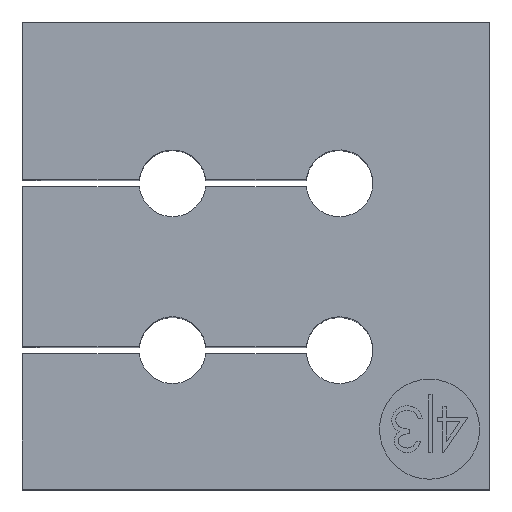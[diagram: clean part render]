
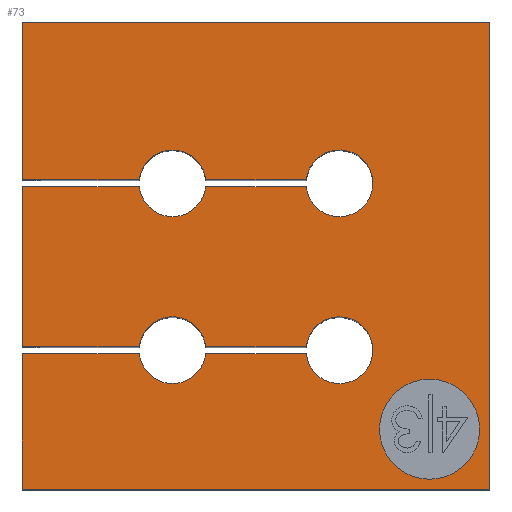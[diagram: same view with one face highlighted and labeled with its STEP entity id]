
A CAD part, top view. The second image highlights one B-rep face of the part: STEP entity #73.
In plain terms, the highlighted planar face has unit normal (0, 0, 1).
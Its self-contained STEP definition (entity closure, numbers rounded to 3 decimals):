
#73=ADVANCED_FACE('NONE',(#189,#190),#191,.F.);
#189=FACE_OUTER_BOUND('',#363,.T.);
#190=FACE_BOUND('',#364,.T.);
#191=PLANE('',#365);
#363=EDGE_LOOP('',(#1113,#1114,#1115,#1116,#1117,#1118,#1119,#1120,#1121,#1122,#1123,#1124,#1125,#1126,#1127,#1128,#1129,#1130,#1131,#1132,#1133,#1134));
#364=EDGE_LOOP('',(#1135,#1136));
#365=AXIS2_PLACEMENT_3D('',#1137,#1138,#1139);
#1113=ORIENTED_EDGE('',*,*,#1561,.T.);
#1114=ORIENTED_EDGE('',*,*,#1666,.F.);
#1115=ORIENTED_EDGE('',*,*,#1575,.F.);
#1116=ORIENTED_EDGE('',*,*,#1667,.F.);
#1117=ORIENTED_EDGE('',*,*,#1545,.F.);
#1118=ORIENTED_EDGE('',*,*,#1668,.F.);
#1119=ORIENTED_EDGE('',*,*,#1669,.F.);
#1120=ORIENTED_EDGE('',*,*,#1670,.F.);
#1121=ORIENTED_EDGE('',*,*,#1671,.F.);
#1122=ORIENTED_EDGE('',*,*,#1657,.T.);
#1123=ORIENTED_EDGE('',*,*,#1652,.F.);
#1124=ORIENTED_EDGE('',*,*,#1656,.F.);
#1125=ORIENTED_EDGE('',*,*,#1642,.T.);
#1126=ORIENTED_EDGE('',*,*,#1581,.T.);
#1127=ORIENTED_EDGE('',*,*,#1672,.F.);
#1128=ORIENTED_EDGE('',*,*,#1603,.F.);
#1129=ORIENTED_EDGE('',*,*,#1673,.F.);
#1130=ORIENTED_EDGE('',*,*,#1549,.F.);
#1131=ORIENTED_EDGE('',*,*,#1674,.F.);
#1132=ORIENTED_EDGE('',*,*,#1675,.F.);
#1133=ORIENTED_EDGE('',*,*,#1676,.F.);
#1134=ORIENTED_EDGE('',*,*,#1677,.F.);
#1135=ORIENTED_EDGE('',*,*,#1678,.F.);
#1136=ORIENTED_EDGE('',*,*,#1553,.F.);
#1137=CARTESIAN_POINT('',(0.0,0.0,9.5));
#1138=DIRECTION('',(0.0,0.0,-1.0));
#1139=DIRECTION('',(0.0,-1.0,0.0));
#1545=EDGE_CURVE('NONE',#1774,#1776,#1777,.T.);
#1549=EDGE_CURVE('NONE',#1782,#1784,#1785,.T.);
#1553=EDGE_CURVE('NONE',#1790,#1792,#1793,.T.);
#1561=EDGE_CURVE('NONE',#1808,#1806,#1809,.T.);
#1575=EDGE_CURVE('NONE',#1831,#1832,#1833,.T.);
#1581=EDGE_CURVE('NONE',#1844,#1842,#1845,.T.);
#1603=EDGE_CURVE('NONE',#1883,#1884,#1885,.T.);
#1642=EDGE_CURVE('NONE',#1956,#1844,#1958,.T.);
#1652=EDGE_CURVE('NONE',#1973,#1975,#1976,.T.);
#1656=EDGE_CURVE('NONE',#1956,#1973,#1981,.T.);
#1657=EDGE_CURVE('NONE',#1982,#1975,#1983,.T.);
#1666=EDGE_CURVE('NONE',#1832,#1806,#1997,.T.);
#1667=EDGE_CURVE('NONE',#1776,#1831,#1998,.T.);
#1668=EDGE_CURVE('NONE',#1999,#1774,#2000,.T.);
#1669=EDGE_CURVE('NONE',#2001,#1999,#2002,.T.);
#1670=EDGE_CURVE('NONE',#2003,#2001,#2004,.T.);
#1671=EDGE_CURVE('NONE',#1982,#2003,#2005,.T.);
#1672=EDGE_CURVE('NONE',#1884,#1842,#2006,.T.);
#1673=EDGE_CURVE('NONE',#1784,#1883,#2007,.T.);
#1674=EDGE_CURVE('NONE',#2008,#1782,#2009,.T.);
#1675=EDGE_CURVE('NONE',#2010,#2008,#2011,.T.);
#1676=EDGE_CURVE('NONE',#2012,#2010,#2013,.T.);
#1677=EDGE_CURVE('NONE',#1808,#2012,#2014,.T.);
#1678=EDGE_CURVE('NONE',#1792,#1790,#2015,.T.);
#1774=VERTEX_POINT('NONE',#2154);
#1776=VERTEX_POINT('NONE',#2157);
#1777=CIRCLE('',#2158,1.5);
#1782=VERTEX_POINT('NONE',#2164);
#1784=VERTEX_POINT('NONE',#2167);
#1785=CIRCLE('',#2168,1.5);
#1790=VERTEX_POINT('NONE',#2174);
#1792=VERTEX_POINT('NONE',#2177);
#1793=CIRCLE('',#2178,2.25);
#1806=VERTEX_POINT('NONE',#2195);
#1808=VERTEX_POINT('NONE',#2198);
#1809=LINE('',#2199,#2200);
#1831=VERTEX_POINT('NONE',#2235);
#1832=VERTEX_POINT('NONE',#2236);
#1833=CIRCLE('',#2237,1.5);
#1842=VERTEX_POINT('NONE',#2249);
#1844=VERTEX_POINT('NONE',#2252);
#1845=LINE('',#2253,#2254);
#1883=VERTEX_POINT('NONE',#2313);
#1884=VERTEX_POINT('NONE',#2314);
#1885=CIRCLE('',#2315,1.5);
#1956=VERTEX_POINT('NONE',#2598);
#1958=LINE('',#2601,#2602);
#1973=VERTEX_POINT('NONE',#2625);
#1975=VERTEX_POINT('NONE',#2628);
#1976=LINE('',#2629,#2630);
#1981=LINE('',#2638,#2639);
#1982=VERTEX_POINT('NONE',#2640);
#1983=LINE('',#2641,#2642);
#1997=LINE('',#2664,#2665);
#1998=LINE('',#2666,#2667);
#1999=VERTEX_POINT('NONE',#2668);
#2000=CIRCLE('',#2669,1.5);
#2001=VERTEX_POINT('NONE',#2670);
#2002=LINE('',#2671,#2672);
#2003=VERTEX_POINT('NONE',#2673);
#2004=CIRCLE('',#2674,1.5);
#2005=LINE('',#2675,#2676);
#2006=LINE('',#2677,#2678);
#2007=LINE('',#2679,#2680);
#2008=VERTEX_POINT('NONE',#2681);
#2009=CIRCLE('',#2682,1.5);
#2010=VERTEX_POINT('NONE',#2683);
#2011=LINE('',#2684,#2685);
#2012=VERTEX_POINT('NONE',#2686);
#2013=CIRCLE('',#2687,1.5);
#2014=LINE('',#2688,#2689);
#2015=CIRCLE('',#2690,2.25);
#2154=CARTESIAN_POINT('',(15.75,-4.25,9.5));
#2157=CARTESIAN_POINT('',(12.758,-4.1,9.5));
#2158=AXIS2_PLACEMENT_3D('',#3095,#3096,#3097);
#2164=CARTESIAN_POINT('',(15.75,3.25,9.5));
#2167=CARTESIAN_POINT('',(12.758,3.4,9.5));
#2168=AXIS2_PLACEMENT_3D('',#3103,#3104,#3105);
#2174=CARTESIAN_POINT('',(16.05,-7.8,9.5));
#2177=CARTESIAN_POINT('',(20.55,-7.8,9.5));
#2178=AXIS2_PLACEMENT_3D('',#3111,#3112,#3113);
#2195=CARTESIAN_POINT('',(0.,-4.1,9.5));
#2198=CARTESIAN_POINT('',(0.,3.1,9.5));
#2199=CARTESIAN_POINT('',(0.0,0.0,9.5));
#2200=VECTOR('',#3125,1000.0);
#2235=CARTESIAN_POINT('',(8.242,-4.1,9.5));
#2236=CARTESIAN_POINT('',(5.258,-4.1,9.5));
#2237=AXIS2_PLACEMENT_3D('',#3139,#3140,#3141);
#2249=CARTESIAN_POINT('',(0.,3.4,9.5));
#2252=CARTESIAN_POINT('',(0.0,10.5,9.5));
#2253=CARTESIAN_POINT('',(0.0,0.0,9.5));
#2254=VECTOR('',#3149,1000.0);
#2313=CARTESIAN_POINT('',(8.242,3.4,9.5));
#2314=CARTESIAN_POINT('',(5.258,3.4,9.5));
#2315=AXIS2_PLACEMENT_3D('',#3171,#3172,#3173);
#2598=CARTESIAN_POINT('',(21.0,10.5,9.5));
#2601=CARTESIAN_POINT('',(0.0,10.5,9.5));
#2602=VECTOR('',#3204,1000.0);
#2625=CARTESIAN_POINT('',(21.0,-10.5,9.5));
#2628=CARTESIAN_POINT('',(0.0,-10.5,9.5));
#2629=CARTESIAN_POINT('',(0.0,-10.5,9.5));
#2630=VECTOR('',#3214,1000.0);
#2638=CARTESIAN_POINT('',(21.0,0.,9.5));
#2639=VECTOR('',#3218,1000.0);
#2640=CARTESIAN_POINT('',(0.,-4.4,9.5));
#2641=CARTESIAN_POINT('',(0.0,0.0,9.5));
#2642=VECTOR('',#3219,1000.0);
#2664=CARTESIAN_POINT('',(0.,-4.1,9.5));
#2665=VECTOR('',#3228,1000.0);
#2666=CARTESIAN_POINT('',(0.,-4.1,9.5));
#2667=VECTOR('',#3229,1000.0);
#2668=CARTESIAN_POINT('',(12.758,-4.4,9.5));
#2669=AXIS2_PLACEMENT_3D('',#3230,#3231,#3232);
#2670=CARTESIAN_POINT('',(8.242,-4.4,9.5));
#2671=CARTESIAN_POINT('',(0.,-4.4,9.5));
#2672=VECTOR('',#3233,1000.0);
#2673=CARTESIAN_POINT('',(5.258,-4.4,9.5));
#2674=AXIS2_PLACEMENT_3D('',#3234,#3235,#3236);
#2675=CARTESIAN_POINT('',(0.,-4.4,9.5));
#2676=VECTOR('',#3237,1000.0);
#2677=CARTESIAN_POINT('',(0.,3.4,9.5));
#2678=VECTOR('',#3238,1000.0);
#2679=CARTESIAN_POINT('',(0.,3.4,9.5));
#2680=VECTOR('',#3239,1000.0);
#2681=CARTESIAN_POINT('',(12.758,3.1,9.5));
#2682=AXIS2_PLACEMENT_3D('',#3240,#3241,#3242);
#2683=CARTESIAN_POINT('',(8.242,3.1,9.5));
#2684=CARTESIAN_POINT('',(0.,3.1,9.5));
#2685=VECTOR('',#3243,1000.0);
#2686=CARTESIAN_POINT('',(5.258,3.1,9.5));
#2687=AXIS2_PLACEMENT_3D('',#3244,#3245,#3246);
#2688=CARTESIAN_POINT('',(0.,3.1,9.5));
#2689=VECTOR('',#3247,1000.0);
#2690=AXIS2_PLACEMENT_3D('',#3248,#3249,#3250);
#3095=CARTESIAN_POINT('',(14.25,-4.25,9.5));
#3096=DIRECTION('',(0.0,0.0,1.0));
#3097=DIRECTION('',(1.0,0.0,0.0));
#3103=CARTESIAN_POINT('',(14.25,3.25,9.5));
#3104=DIRECTION('',(0.0,0.0,1.0));
#3105=DIRECTION('',(1.0,0.0,0.0));
#3111=CARTESIAN_POINT('',(18.3,-7.8,9.5));
#3112=DIRECTION('',(0.0,0.0,1.0));
#3113=DIRECTION('',(1.0,0.0,0.0));
#3125=DIRECTION('',(-0.0,-1.0,-0.0));
#3139=CARTESIAN_POINT('',(6.75,-4.25,9.5));
#3140=DIRECTION('',(0.0,0.0,1.0));
#3141=DIRECTION('',(1.0,0.0,0.0));
#3149=DIRECTION('',(-0.0,-1.0,-0.0));
#3171=CARTESIAN_POINT('',(6.75,3.25,9.5));
#3172=DIRECTION('',(0.0,0.0,1.0));
#3173=DIRECTION('',(1.0,0.0,0.0));
#3204=DIRECTION('',(-1.0,-0.0,-0.0));
#3214=DIRECTION('',(-1.0,0.0,-0.0));
#3218=DIRECTION('',(0.,-1.0,-0.0));
#3219=DIRECTION('',(-0.0,-1.0,-0.0));
#3228=DIRECTION('',(-1.0,0.,-0.0));
#3229=DIRECTION('',(-1.0,0.,-0.0));
#3230=CARTESIAN_POINT('',(14.25,-4.25,9.5));
#3231=DIRECTION('',(0.0,0.0,1.0));
#3232=DIRECTION('',(1.0,0.0,0.0));
#3233=DIRECTION('',(1.0,0.,0.0));
#3234=CARTESIAN_POINT('',(6.75,-4.25,9.5));
#3235=DIRECTION('',(0.0,0.0,1.0));
#3236=DIRECTION('',(1.0,0.0,0.0));
#3237=DIRECTION('',(1.0,0.,0.0));
#3238=DIRECTION('',(-1.0,-0.0,-0.0));
#3239=DIRECTION('',(-1.0,-0.0,-0.0));
#3240=CARTESIAN_POINT('',(14.25,3.25,9.5));
#3241=DIRECTION('',(0.0,0.0,1.0));
#3242=DIRECTION('',(1.0,0.0,0.0));
#3243=DIRECTION('',(1.0,0.0,0.0));
#3244=CARTESIAN_POINT('',(6.75,3.25,9.5));
#3245=DIRECTION('',(0.0,0.0,1.0));
#3246=DIRECTION('',(1.0,0.0,0.0));
#3247=DIRECTION('',(1.0,0.0,0.0));
#3248=CARTESIAN_POINT('',(18.3,-7.8,9.5));
#3249=DIRECTION('',(0.0,0.0,1.0));
#3250=DIRECTION('',(1.0,0.0,0.0));
